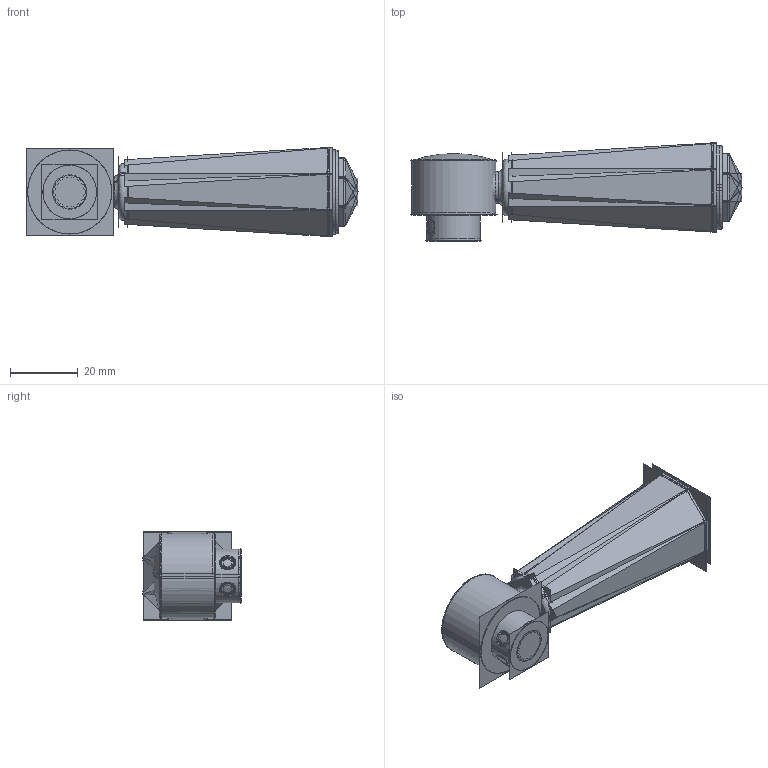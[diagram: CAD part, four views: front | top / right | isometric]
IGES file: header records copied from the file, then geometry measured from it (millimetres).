
Start section:  PTC IGES file: 2-876.igs
Global section: file name: 2-876.igs; native system: Creo Parametric by Parametric Technology Corporation; preprocessor: 2013150; author: anguyen; organization: Unknown; date: 20130814.083239; units: inch
Bounding box: 98.27 x 29.3 x 26.63 mm (x, y, z)
Surface area: 94741.8 mm2 (no closed solid volume)
Topology: 0 solids, 0 shells, 1242 faces, 19083 edges, 25002 vertices
Faces by surface type: revolution 622, bspline 620
